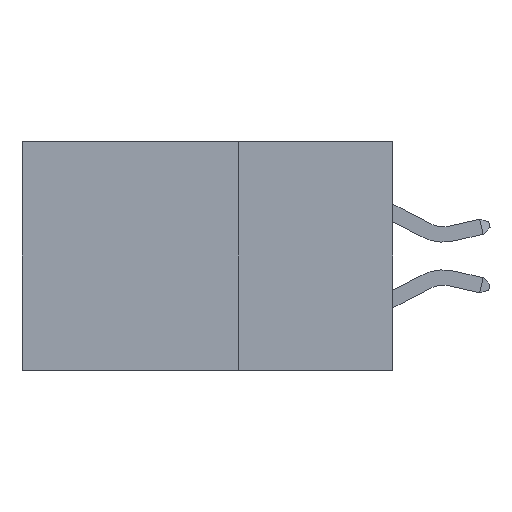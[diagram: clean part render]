
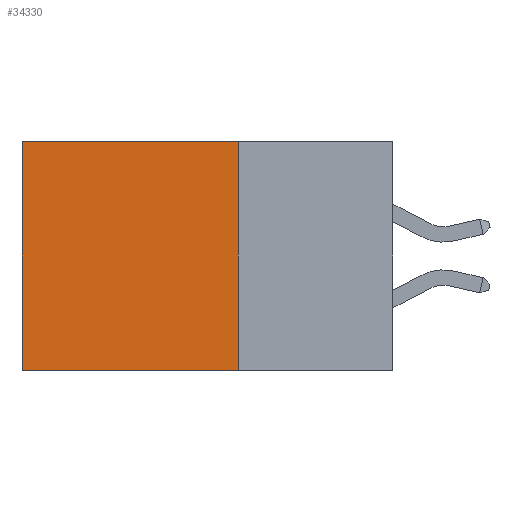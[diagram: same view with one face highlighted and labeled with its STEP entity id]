
A CAD part, left-side view. The second image highlights one B-rep face of the part: STEP entity #34330.
In plain terms, the highlighted planar face has unit normal (-1, 0, 0).
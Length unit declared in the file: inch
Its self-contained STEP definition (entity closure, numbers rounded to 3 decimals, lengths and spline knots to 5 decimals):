
#686 = CARTESIAN_POINT ( 'NONE',  ( 0.2875, 0.25, 0. ) ) ;
#1171 = EDGE_CURVE ( 'NONE', #2311, #9879, #8993, .T. ) ;
#1571 = LINE ( 'NONE', #4652, #34377 ) ;
#1719 = LINE ( 'NONE', #2234, #7806 ) ;
#1959 = CARTESIAN_POINT ( 'NONE',  ( 0.2875, 0.25, 0. ) ) ;
#2093 = DIRECTION ( 'NONE',  ( 0., 0., -1. ) ) ;
#2234 = CARTESIAN_POINT ( 'NONE',  ( 0.2875, 0.25, -0.37 ) ) ;
#2311 = VERTEX_POINT ( 'NONE', #7752 ) ;
#4131 = ORIENTED_EDGE ( 'NONE', *, *, #34531, .F. ) ;
#4652 = CARTESIAN_POINT ( 'NONE',  ( 0.2875, 0.25, 0. ) ) ;
#6281 = DIRECTION ( 'NONE',  ( 1., 0., 0. ) ) ;
#6354 = CARTESIAN_POINT ( 'NONE',  ( 0.2875, 0.6, -0.37 ) ) ;
#7752 = CARTESIAN_POINT ( 'NONE',  ( 0.2875, 0.6, 0. ) ) ;
#7806 = VECTOR ( 'NONE', #15928, 39.37008 ) ;
#8670 = EDGE_LOOP ( 'NONE', ( #18942, #9446, #4131, #17120 ) ) ;
#8972 = DIRECTION ( 'NONE',  ( 0., 0., -1. ) ) ;
#8993 = LINE ( 'NONE', #19975, #27412 ) ;
#9446 = ORIENTED_EDGE ( 'NONE', *, *, #30207, .F. ) ;
#9879 = VERTEX_POINT ( 'NONE', #6354 ) ;
#12945 = DIRECTION ( 'NONE',  ( 0., 1., 0. ) ) ;
#13480 = LINE ( 'NONE', #1959, #32996 ) ;
#15928 = DIRECTION ( 'NONE',  ( 0., 1., 0. ) ) ;
#17120 = ORIENTED_EDGE ( 'NONE', *, *, #28143, .T. ) ;
#18942 = ORIENTED_EDGE ( 'NONE', *, *, #1171, .T. ) ;
#19975 = CARTESIAN_POINT ( 'NONE',  ( 0.2875, 0.6, 0. ) ) ;
#20335 = CARTESIAN_POINT ( 'NONE',  ( 0.2875, 0.25, -0.37 ) ) ;
#22639 = FACE_OUTER_BOUND ( 'NONE', #8670, .T. ) ;
#23440 = AXIS2_PLACEMENT_3D ( 'NONE', #686, #6281, #8972 ) ;
#23721 = VERTEX_POINT ( 'NONE', #34662 ) ;
#27412 = VECTOR ( 'NONE', #30952, 39.37008 ) ;
#28143 = EDGE_CURVE ( 'NONE', #23721, #2311, #13480, .T. ) ;
#30207 = EDGE_CURVE ( 'NONE', #32773, #9879, #1719, .T. ) ;
#30952 = DIRECTION ( 'NONE',  ( 0., 0., -1. ) ) ;
#32773 = VERTEX_POINT ( 'NONE', #20335 ) ;
#32996 = VECTOR ( 'NONE', #12945, 39.37008 ) ;
#33627 = PLANE ( 'NONE',  #23440 ) ;
#34330 = ADVANCED_FACE ( 'NONE', ( #22639 ), #33627, .F. ) ;
#34377 = VECTOR ( 'NONE', #2093, 39.37008 ) ;
#34531 = EDGE_CURVE ( 'NONE', #23721, #32773, #1571, .T. ) ;
#34662 = CARTESIAN_POINT ( 'NONE',  ( 0.2875, 0.25, 0. ) ) ;
